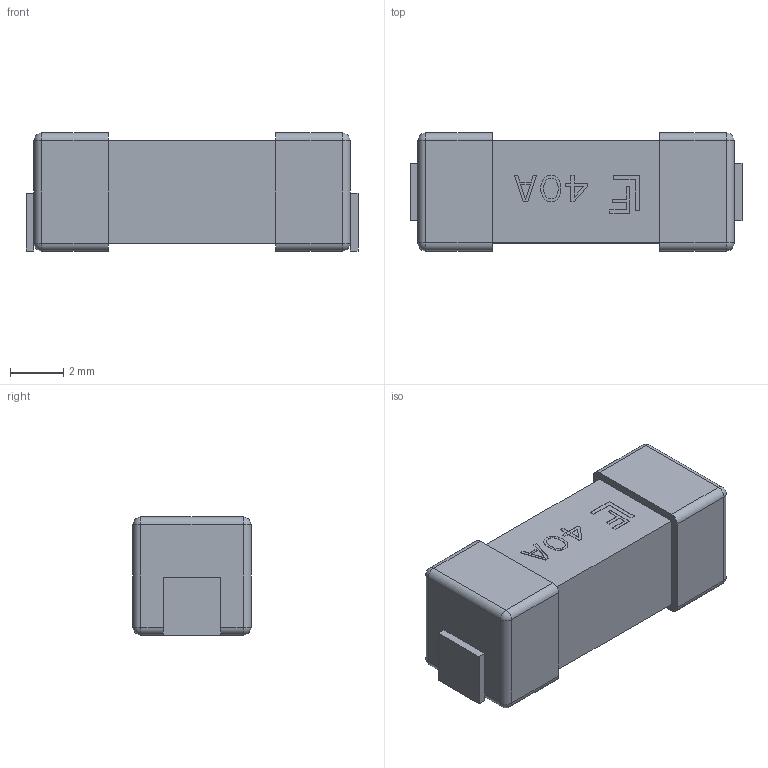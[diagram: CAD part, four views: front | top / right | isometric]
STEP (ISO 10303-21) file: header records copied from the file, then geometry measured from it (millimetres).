
FILE_DESCRIPTION(('FreeCAD Model'),'2;1');
FILE_NAME('LITTELFUSE_0456040-DR.step', '2018-05-07T11:07:24',('kicad StepUp'),('ksu MCAD'), 'Open CASCADE STEP processor 6.8','FreeCAD','Unknown');
FILE_SCHEMA(('AUTOMOTIVE_DESIGN_CC2 { 1 2 10303 214 -1 1 5 4 }'));
Length unit declared in the file: millimetre
Products named in the file (2): ASSEMBLY; LITTELFUSE_0456040-DR
Assembly tree (1 placements, depth 2):
  ASSEMBLY
    LITTELFUSE_0456040-DR
Bounding box: 12.5 x 4.45 x 4.45 mm (x, y, z)
Volume: 205.4 mm3; surface area: 246.2 mm2
Topology: 1 solids, 1 shells, 145 faces, 371 edges, 238 vertices
Faces by surface type: plane 121, cylinder 16, sphere 8
Entity records: 4332 total; most frequent: CARTESIAN_POINT 756, ORIENTED_EDGE 742, DIRECTION 697, EDGE_CURVE 371, LINE 339, VECTOR 339, VERTEX_POINT 238, AXIS2_PLACEMENT_3D 179
